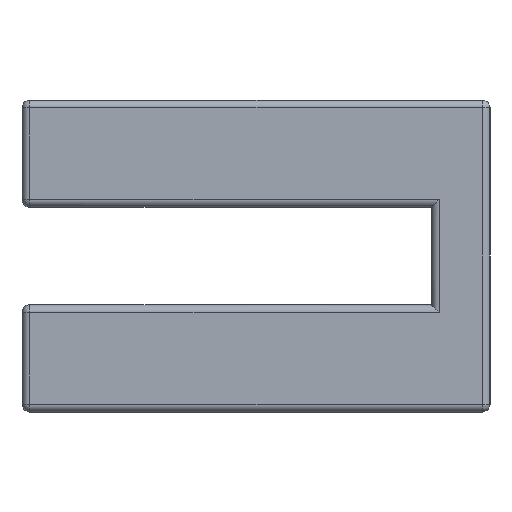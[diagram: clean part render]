
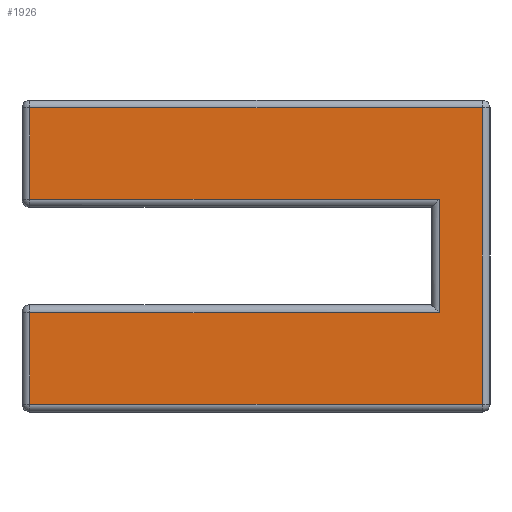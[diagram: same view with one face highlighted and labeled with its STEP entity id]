
A CAD part, left-side view. The second image highlights one B-rep face of the part: STEP entity #1926.
In plain terms, the highlighted planar face has unit normal (-1, 0, 0).
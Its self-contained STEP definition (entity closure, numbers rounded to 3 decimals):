
#67=PLANE('',#2130);
#118=LINE('',#3112,#276);
#129=LINE('',#3178,#287);
#132=LINE('',#3182,#290);
#143=LINE('',#3213,#301);
#146=LINE('',#3217,#304);
#150=LINE('',#3223,#308);
#151=LINE('',#3226,#309);
#153=LINE('',#3231,#311);
#276=VECTOR('',#2408,10.);
#287=VECTOR('',#2485,10.);
#290=VECTOR('',#2490,10.);
#301=VECTOR('',#2529,10.);
#304=VECTOR('',#2534,10.);
#308=VECTOR('',#2542,10.);
#309=VECTOR('',#2545,10.);
#311=VECTOR('',#2551,10.);
#524=FACE_OUTER_BOUND('',#656,.T.);
#656=EDGE_LOOP('',(#1525,#1526,#1527,#1528,#1529,#1530,#1531,#1532));
#887=VERTEX_POINT('',#3095);
#890=VERTEX_POINT('',#3102);
#894=VERTEX_POINT('',#3111);
#897=VERTEX_POINT('',#3121);
#902=VERTEX_POINT('',#3131);
#906=VERTEX_POINT('',#3148);
#916=VERTEX_POINT('',#3174);
#923=VERTEX_POINT('',#3225);
#1070=EDGE_CURVE('',#890,#894,#118,.T.);
#1102=EDGE_CURVE('',#906,#916,#129,.T.);
#1105=EDGE_CURVE('',#916,#902,#132,.T.);
#1122=EDGE_CURVE('',#897,#906,#143,.T.);
#1125=EDGE_CURVE('',#902,#890,#146,.T.);
#1129=EDGE_CURVE('',#887,#897,#150,.T.);
#1130=EDGE_CURVE('',#923,#887,#151,.T.);
#1133=EDGE_CURVE('',#894,#923,#153,.T.);
#1525=ORIENTED_EDGE('',*,*,#1102,.F.);
#1526=ORIENTED_EDGE('',*,*,#1122,.F.);
#1527=ORIENTED_EDGE('',*,*,#1129,.F.);
#1528=ORIENTED_EDGE('',*,*,#1130,.F.);
#1529=ORIENTED_EDGE('',*,*,#1133,.F.);
#1530=ORIENTED_EDGE('',*,*,#1070,.F.);
#1531=ORIENTED_EDGE('',*,*,#1125,.F.);
#1532=ORIENTED_EDGE('',*,*,#1105,.F.);
#1926=ADVANCED_FACE('',(#524),#67,.T.);
#2130=AXIS2_PLACEMENT_3D('',#3245,#2569,#2570);
#2408=DIRECTION('',(0.,-1.,0.));
#2485=DIRECTION('',(0.,0.,-1.));
#2490=DIRECTION('',(0.,1.,0.));
#2529=DIRECTION('',(0.,-1.,0.));
#2534=DIRECTION('',(0.,0.,1.));
#2542=DIRECTION('',(0.,0.,1.));
#2545=DIRECTION('',(0.,1.,0.));
#2551=DIRECTION('',(0.,0.,1.));
#2569=DIRECTION('center_axis',(-1.,0.,0.));
#2570=DIRECTION('ref_axis',(0.,0.,1.));
#3095=CARTESIAN_POINT('',(0.,11.8,-2.55));
#3102=CARTESIAN_POINT('',(0.,11.8,-5.45));
#3111=CARTESIAN_POINT('',(0.,1.3,-5.45));
#3112=CARTESIAN_POINT('',(0.,6.,-5.45));
#3121=CARTESIAN_POINT('',(0.,11.8,-0.2));
#3131=CARTESIAN_POINT('',(0.,11.8,-7.8));
#3148=CARTESIAN_POINT('',(0.,0.2,-0.2));
#3174=CARTESIAN_POINT('',(0.,0.2,-7.8));
#3178=CARTESIAN_POINT('',(0.,0.2,-6.));
#3182=CARTESIAN_POINT('',(0.,0.,-7.8));
#3213=CARTESIAN_POINT('',(0.,0.,-0.2));
#3217=CARTESIAN_POINT('',(0.,11.8,-6.));
#3223=CARTESIAN_POINT('',(0.,11.8,-6.));
#3225=CARTESIAN_POINT('',(0.,1.3,-2.55));
#3226=CARTESIAN_POINT('',(0.,6.,-2.55));
#3231=CARTESIAN_POINT('',(0.,1.3,-6.));
#3245=CARTESIAN_POINT('Origin',(0.,0.,-8.));
